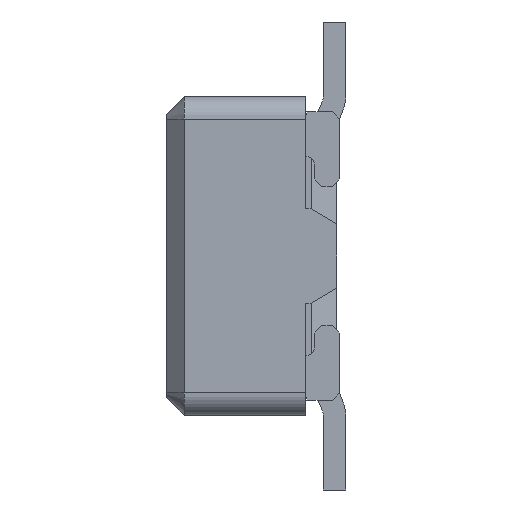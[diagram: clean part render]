
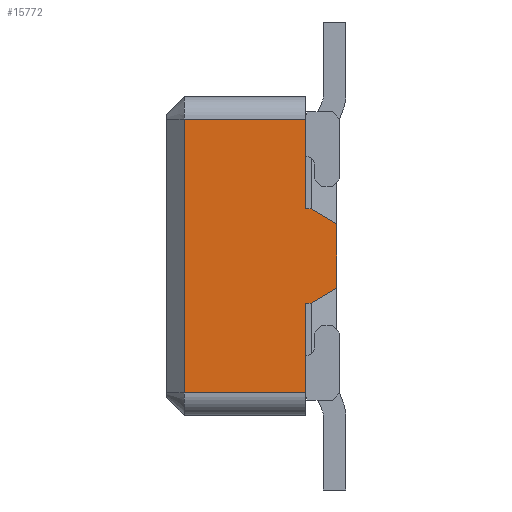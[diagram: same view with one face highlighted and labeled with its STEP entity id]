
A CAD part, left-side view. The second image highlights one B-rep face of the part: STEP entity #15772.
In plain terms, the highlighted planar face has unit normal (-1, 0, 0).
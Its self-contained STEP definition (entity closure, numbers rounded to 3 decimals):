
#2396=DIRECTION('',(0.,0.,-1.));
#2397=VECTOR('',#2396,1.83);
#2398=CARTESIAN_POINT('',(-3.4,0.45,
0.915));
#2399=LINE('',#2398,#2397);
#2400=DIRECTION('',(0.,-1.,0.));
#2401=VECTOR('',#2400,0.81);
#2402=CARTESIAN_POINT('',(-3.4,0.45,
0.915));
#2403=LINE('',#2402,#2401);
#2404=DIRECTION('',(0.,-1.,0.));
#2405=VECTOR('',#2404,0.04);
#2406=CARTESIAN_POINT('',(-3.4,-0.36,0.315));
#2407=LINE('',#2406,#2405);
#2408=DIRECTION('',(0.,0.862,0.507));
#2409=VECTOR('',#2408,0.197);
#2410=CARTESIAN_POINT('',(-3.4,-0.57,0.215));
#2411=LINE('',#2410,#2409);
#2412=DIRECTION('',(0.,-0.862,0.507));
#2413=VECTOR('',#2412,0.197);
#2414=CARTESIAN_POINT('',(-3.4,-0.4,-0.315));
#2415=LINE('',#2414,#2413);
#2416=DIRECTION('',(0.,-1.,0.));
#2417=VECTOR('',#2416,0.04);
#2418=CARTESIAN_POINT('',(-3.4,-0.36,-0.315));
#2419=LINE('',#2418,#2417);
#2420=DIRECTION('',(0.,1.,0.));
#2421=VECTOR('',#2420,0.81);
#2422=CARTESIAN_POINT('',(-3.4,-0.36,-0.915));
#2423=LINE('',#2422,#2421);
#2466=DIRECTION('',(0.,0.,1.));
#2467=VECTOR('',#2466,0.6);
#2468=CARTESIAN_POINT('',(-3.4,-0.36,0.315));
#2469=LINE('',#2468,#2467);
#2549=DIRECTION('',(0.,0.,1.));
#2550=VECTOR('',#2549,0.6);
#2551=CARTESIAN_POINT('',(-3.4,-0.36,-0.915));
#2552=LINE('',#2551,#2550);
#2621=DIRECTION('',(0.,0.,1.));
#2622=VECTOR('',#2621,0.43);
#2623=CARTESIAN_POINT('',(-3.4,-0.57,-0.215));
#2624=LINE('',#2623,#2622);
#9985=CARTESIAN_POINT('',(-3.4,-0.36,0.315));
#9987=VERTEX_POINT('',#9985);
#9990=CARTESIAN_POINT('',(-3.4,-0.36,-0.315));
#9992=VERTEX_POINT('',#9990);
#10333=CARTESIAN_POINT('',(-3.4,-0.36,-0.915));
#10335=VERTEX_POINT('',#10333);
#10338=CARTESIAN_POINT('',(-3.4,-0.36,0.915));
#10340=VERTEX_POINT('',#10338);
#10341=CARTESIAN_POINT('',(-3.4,0.45,-0.915));
#10343=VERTEX_POINT('',#10341);
#10366=CARTESIAN_POINT('',(-3.4,0.45,0.915));
#10368=VERTEX_POINT('',#10366);
#10383=CARTESIAN_POINT('',(-3.4,-0.57,0.215));
#10384=CARTESIAN_POINT('',(-3.4,-0.4,0.315));
#10385=VERTEX_POINT('',#10383);
#10386=VERTEX_POINT('',#10384);
#10387=CARTESIAN_POINT('',(-3.4,-0.4,-0.315));
#10388=CARTESIAN_POINT('',(-3.4,-0.57,-0.215));
#10389=VERTEX_POINT('',#10387);
#10390=VERTEX_POINT('',#10388);
#15746=CARTESIAN_POINT('',(-3.4,0.57,-1.065));
#15747=DIRECTION('',(-1.,0.,0.));
#15748=DIRECTION('',(0.,-1.,0.));
#15749=AXIS2_PLACEMENT_3D('',#15746,#15747,#15748);
#15750=PLANE('',#15749);
#15752=ORIENTED_EDGE('',*,*,#15751,.F.);
#15754=ORIENTED_EDGE('',*,*,#15753,.T.);
#15756=ORIENTED_EDGE('',*,*,#15755,.F.);
#15758=ORIENTED_EDGE('',*,*,#15757,.T.);
#15760=ORIENTED_EDGE('',*,*,#15759,.F.);
#15762=ORIENTED_EDGE('',*,*,#15761,.F.);
#15764=ORIENTED_EDGE('',*,*,#15763,.F.);
#15766=ORIENTED_EDGE('',*,*,#15765,.F.);
#15768=ORIENTED_EDGE('',*,*,#15767,.F.);
#15769=ORIENTED_EDGE('',*,*,#15738,.T.);
#15770=EDGE_LOOP('',(#15752,#15754,#15756,#15758,#15760,#15762,#15764,#15766,
#15768,#15769));
#15771=FACE_OUTER_BOUND('',#15770,.F.);
#15772=ADVANCED_FACE('',(#15771),#15750,.T.);
#15738=EDGE_CURVE('',#10335,#10343,#2423,.T.);
#15751=EDGE_CURVE('',#10368,#10343,#2399,.T.);
#15753=EDGE_CURVE('',#10368,#10340,#2403,.T.);
#15755=EDGE_CURVE('',#9987,#10340,#2469,.T.);
#15757=EDGE_CURVE('',#9987,#10386,#2407,.T.);
#15759=EDGE_CURVE('',#10385,#10386,#2411,.T.);
#15761=EDGE_CURVE('',#10390,#10385,#2624,.T.);
#15763=EDGE_CURVE('',#10389,#10390,#2415,.T.);
#15765=EDGE_CURVE('',#9992,#10389,#2419,.T.);
#15767=EDGE_CURVE('',#10335,#9992,#2552,.T.);
